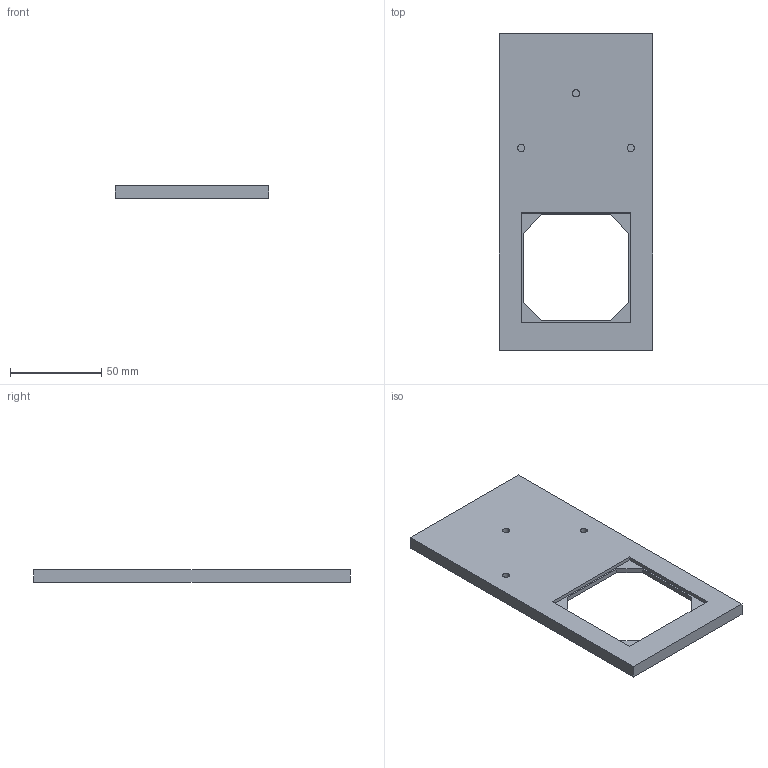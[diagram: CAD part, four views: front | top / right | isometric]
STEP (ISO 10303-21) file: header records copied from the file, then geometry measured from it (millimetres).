
FILE_DESCRIPTION(('CATIA V5 STEP Exchange'),'2;1');
FILE_NAME('prise_ch_philipshue.stp','2025-10-15T18:03:22+00:00',('none'),('none'),'CATIA Version 5 Release 21 GA (IN-10)','CATIA V5 STEP AP203','none');
FILE_SCHEMA(('CONFIG_CONTROL_DESIGN'));
Length unit declared in the file: millimetre
Products named in the file (1): prise_ch_philipshue
Bounding box: 84 x 173 x 7 mm (x, y, z)
Volume: 71546.5 mm3; surface area: 28350.5 mm2
Topology: 1 solids, 1 shells, 33 faces, 78 edges, 52 vertices
Faces by surface type: plane 27, cylinder 6
Entity records: 953 total; most frequent: CARTESIAN_POINT 159, ORIENTED_EDGE 156, DIRECTION 134, EDGE_CURVE 78, VECTOR 66, LINE 66, VERTEX_POINT 52, AXIS2_PLACEMENT_3D 41
